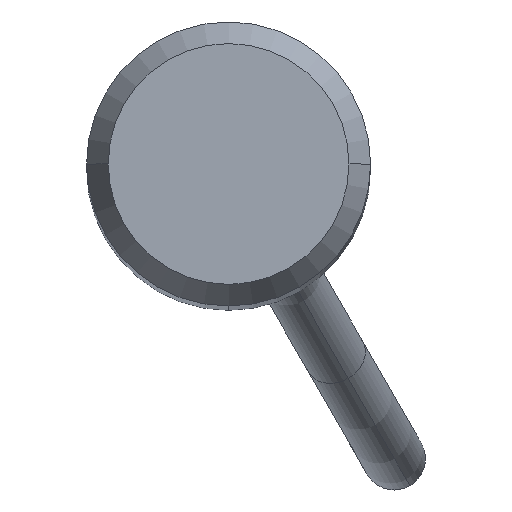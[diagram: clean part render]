
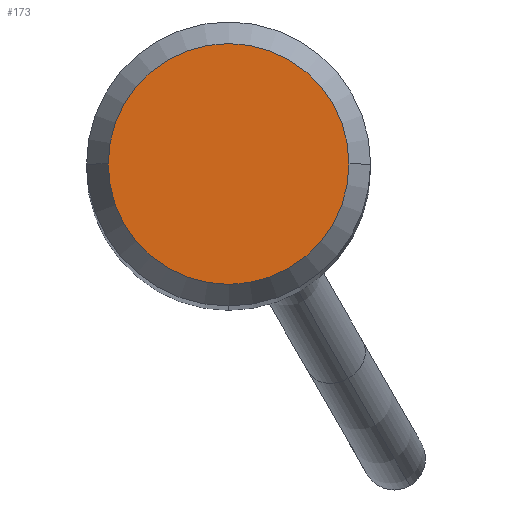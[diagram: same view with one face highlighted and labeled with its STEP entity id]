
A CAD part, top view. The second image highlights one B-rep face of the part: STEP entity #173.
In plain terms, the highlighted planar face has unit normal (0, 0, 1).
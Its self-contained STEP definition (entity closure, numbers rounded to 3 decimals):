
#1 = EDGE_CURVE ( 'NONE', #1267, #438, #235, .T. ) ;
#22 = PLANE ( 'NONE',  #1053 ) ;
#68 = CARTESIAN_POINT ( 'NONE',  ( 1.929, 0., 0. ) ) ;
#90 = DIRECTION ( 'NONE',  ( 1., 0., 0. ) ) ;
#173 = ADVANCED_FACE ( 'NONE', ( #415 ), #22, .F. ) ;
#179 = ORIENTED_EDGE ( 'NONE', *, *, #1, .T. ) ;
#235 = CIRCLE ( 'NONE', #274, 1.929 ) ;
#274 = AXIS2_PLACEMENT_3D ( 'NONE', #313, #1085, #1183 ) ;
#313 = CARTESIAN_POINT ( 'NONE',  ( 0., 0., 0. ) ) ;
#354 = DIRECTION ( 'NONE',  ( 0., 0., -1. ) ) ;
#415 = FACE_OUTER_BOUND ( 'NONE', #886, .T. ) ;
#438 = VERTEX_POINT ( 'NONE', #852 ) ;
#475 = DIRECTION ( 'NONE',  ( -1., 0., 0. ) ) ;
#646 = CARTESIAN_POINT ( 'NONE',  ( 0., 0., 0. ) ) ;
#802 = EDGE_CURVE ( 'NONE', #438, #1267, #1275, .T. ) ;
#852 = CARTESIAN_POINT ( 'NONE',  ( -1.929, 0., 0. ) ) ;
#886 = EDGE_LOOP ( 'NONE', ( #1102, #179 ) ) ;
#939 = AXIS2_PLACEMENT_3D ( 'NONE', #646, #1391, #90 ) ;
#1053 = AXIS2_PLACEMENT_3D ( 'NONE', #1128, #354, #475 ) ;
#1085 = DIRECTION ( 'NONE',  ( 0., 0., 1. ) ) ;
#1102 = ORIENTED_EDGE ( 'NONE', *, *, #802, .T. ) ;
#1128 = CARTESIAN_POINT ( 'NONE',  ( 0., 1.929, 0. ) ) ;
#1183 = DIRECTION ( 'NONE',  ( 1., 0., 0. ) ) ;
#1267 = VERTEX_POINT ( 'NONE', #68 ) ;
#1275 = CIRCLE ( 'NONE', #939, 1.929 ) ;
#1391 = DIRECTION ( 'NONE',  ( 0., 0., 1. ) ) ;
